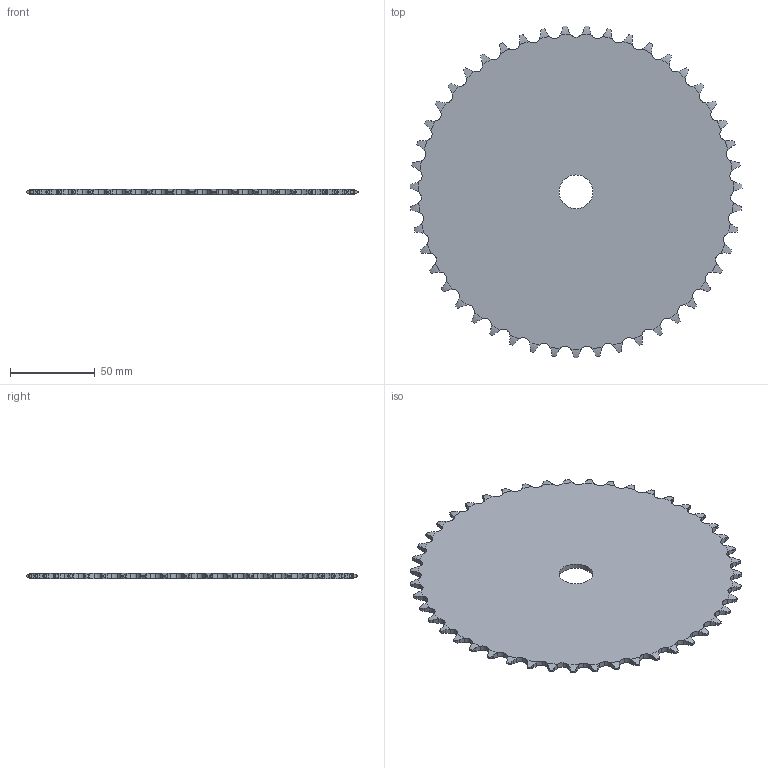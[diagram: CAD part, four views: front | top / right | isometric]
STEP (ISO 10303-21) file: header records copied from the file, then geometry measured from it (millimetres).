
FILE_DESCRIPTION(('FreeCAD Model'),'2;1');
FILE_NAME('Open CASCADE Shape Model','2022-02-12T11:16:01',('FreeCAD'),( 'FreeCAD'),'Open CASCADE STEP processor 7.4','FreeCAD','Unknown');
FILE_SCHEMA(('AUTOMOTIVE_DESIGN { 1 0 10303 214 1 1 1 1 }'));
Products named in the file (1): Open CASCADE STEP translator 7.4 40
Bounding box: 195.55 x 195.44 x 3 mm (x, y, z)
Volume: 81486.2 mm3; surface area: 57198 mm2
Topology: 1 solids, 1 shells, 520 faces, 1554 edges, 1036 vertices
Faces by surface type: cylinder 330, plane 96, torus 94
Full cylindrical faces by diameter (mm): 20 x1
Entity records: 46016 total; most frequent: CARTESIAN_POINT 18951, DIRECTION 4106, ORIENTED_EDGE 3108, PCURVE 3108, DEFINITIONAL_REPRESENTATION 3108, LINE 2116, VECTOR 2116, B_SPLINE_CURVE_WITH_KNOTS 1692
